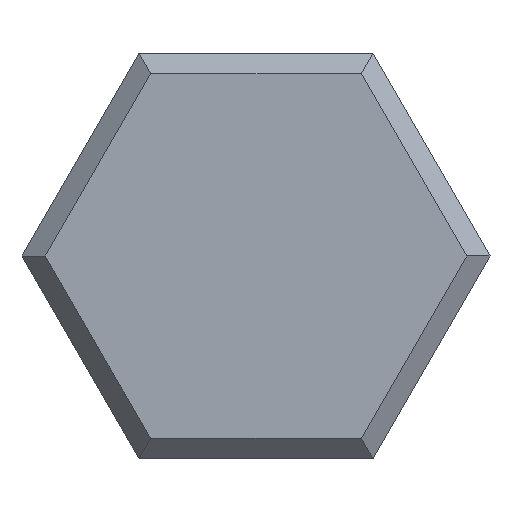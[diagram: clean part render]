
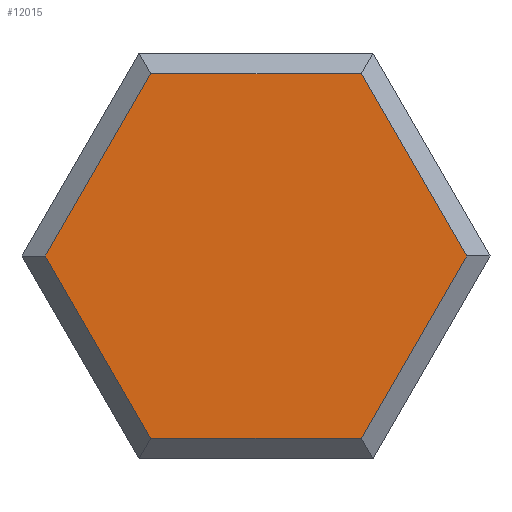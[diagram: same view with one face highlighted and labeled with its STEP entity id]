
A CAD part, front view. The second image highlights one B-rep face of the part: STEP entity #12015.
In plain terms, the highlighted planar face has unit normal (0, -1, 0).
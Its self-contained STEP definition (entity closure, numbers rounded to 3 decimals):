
#297 = LINE ( 'NONE', #6670, #531 ) ;
#531 = VECTOR ( 'NONE', #12656, 1000. ) ;
#713 = LINE ( 'NONE', #14287, #17476 ) ;
#817 = DIRECTION ( 'NONE',  ( -1., 0., 0. ) ) ;
#998 = CARTESIAN_POINT ( 'NONE',  ( 10.392, -38., 18. ) ) ;
#1111 = VERTEX_POINT ( 'NONE', #1715 ) ;
#1154 = EDGE_CURVE ( 'NONE', #16819, #15963, #6331, .T. ) ;
#1715 = CARTESIAN_POINT ( 'NONE',  ( -10.392, -38., -18. ) ) ;
#2166 = CARTESIAN_POINT ( 'NONE',  ( -20.785, -38., 0. ) ) ;
#2169 = EDGE_CURVE ( 'NONE', #9748, #8053, #18701, .T. ) ;
#2287 = DIRECTION ( 'NONE',  ( -0.5, 0., 0.866 ) ) ;
#3165 = FACE_OUTER_BOUND ( 'NONE', #18537, .T. ) ;
#4443 = VECTOR ( 'NONE', #9566, 1000. ) ;
#4708 = EDGE_CURVE ( 'NONE', #8053, #9562, #12702, .T. ) ;
#4834 = DIRECTION ( 'NONE',  ( 0., -1., 0. ) ) ;
#4900 = CARTESIAN_POINT ( 'NONE',  ( -10.392, -38., 18. ) ) ;
#4951 = CARTESIAN_POINT ( 'NONE',  ( -15.588, -38., 9. ) ) ;
#5145 = CARTESIAN_POINT ( 'NONE',  ( 0., -38., -18. ) ) ;
#5678 = CARTESIAN_POINT ( 'NONE',  ( 20.785, -38., 0. ) ) ;
#6091 = CARTESIAN_POINT ( 'NONE',  ( 10.392, -38., -18. ) ) ;
#6310 = DIRECTION ( 'NONE',  ( 0., 0., -1. ) ) ;
#6331 = LINE ( 'NONE', #4951, #15296 ) ;
#6670 = CARTESIAN_POINT ( 'NONE',  ( -15.588, -38., -9. ) ) ;
#6815 = DIRECTION ( 'NONE',  ( 1., 0., 0. ) ) ;
#7872 = ORIENTED_EDGE ( 'NONE', *, *, #1154, .T. ) ;
#7903 = ORIENTED_EDGE ( 'NONE', *, *, #2169, .T. ) ;
#8053 = VERTEX_POINT ( 'NONE', #5678 ) ;
#8663 = ORIENTED_EDGE ( 'NONE', *, *, #18032, .T. ) ;
#9350 = PLANE ( 'NONE',  #14567 ) ;
#9562 = VERTEX_POINT ( 'NONE', #998 ) ;
#9566 = DIRECTION ( 'NONE',  ( 0.5, 0., 0.866 ) ) ;
#9748 = VERTEX_POINT ( 'NONE', #6091 ) ;
#10126 = ORIENTED_EDGE ( 'NONE', *, *, #4708, .T. ) ;
#11128 = CARTESIAN_POINT ( 'NONE',  ( 15.588, -38., 9. ) ) ;
#11193 = VECTOR ( 'NONE', #6815, 1000. ) ;
#12015 = ADVANCED_FACE ( 'NONE', ( #3165 ), #9350, .T. ) ;
#12656 = DIRECTION ( 'NONE',  ( 0.5, 0., -0.866 ) ) ;
#12702 = LINE ( 'NONE', #11128, #14739 ) ;
#12997 = ORIENTED_EDGE ( 'NONE', *, *, #19227, .T. ) ;
#14287 = CARTESIAN_POINT ( 'NONE',  ( 0., -38., 18. ) ) ;
#14567 = AXIS2_PLACEMENT_3D ( 'NONE', #15349, #4834, #6310 ) ;
#14739 = VECTOR ( 'NONE', #2287, 1000. ) ;
#15273 = DIRECTION ( 'NONE',  ( -0.5, 0., -0.866 ) ) ;
#15296 = VECTOR ( 'NONE', #15273, 1000. ) ;
#15349 = CARTESIAN_POINT ( 'NONE',  ( 0., -38., 0. ) ) ;
#15660 = LINE ( 'NONE', #5145, #11193 ) ;
#15963 = VERTEX_POINT ( 'NONE', #2166 ) ;
#16819 = VERTEX_POINT ( 'NONE', #4900 ) ;
#17303 = ORIENTED_EDGE ( 'NONE', *, *, #17958, .T. ) ;
#17433 = CARTESIAN_POINT ( 'NONE',  ( 15.588, -38., -9. ) ) ;
#17476 = VECTOR ( 'NONE', #817, 1000. ) ;
#17958 = EDGE_CURVE ( 'NONE', #1111, #9748, #15660, .T. ) ;
#18032 = EDGE_CURVE ( 'NONE', #9562, #16819, #713, .T. ) ;
#18537 = EDGE_LOOP ( 'NONE', ( #12997, #17303, #7903, #10126, #8663, #7872 ) ) ;
#18701 = LINE ( 'NONE', #17433, #4443 ) ;
#19227 = EDGE_CURVE ( 'NONE', #15963, #1111, #297, .T. ) ;
